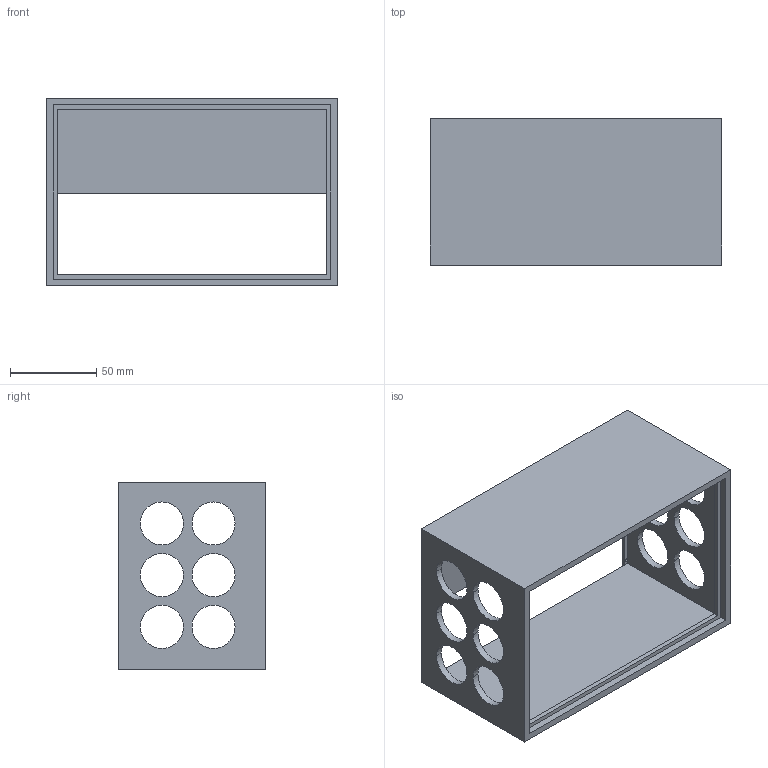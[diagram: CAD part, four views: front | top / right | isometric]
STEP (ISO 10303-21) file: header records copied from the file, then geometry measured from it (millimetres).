
FILE_DESCRIPTION((''),'2;1');
FILE_NAME('BOX','2025-04-12T14:51:19',('12022'),(''),'CREO PARAMETRIC BY PTC INC, 2021023','CREO PARAMETRIC BY PTC INC, 2021023','');
FILE_SCHEMA(('CONFIG_CONTROL_DESIGN'));
Length unit declared in the file: millimetre
Products named in the file (1): BOX
Bounding box: 169 x 85 x 109 mm (x, y, z)
Volume: 193887.8 mm3; surface area: 106285.4 mm2
Topology: 1 solids, 7 shells, 107 faces, 334 edges, 224 vertices
Faces by surface type: cylinder 60, plane 35, cone 12
Entity records: 3817 total; most frequent: DIRECTION 694, CARTESIAN_POINT 654, ORIENTED_EDGE 584, EDGE_CURVE 322, AXIS2_PLACEMENT_3D 264, VERTEX_POINT 224, VECTOR 166, LINE 166
